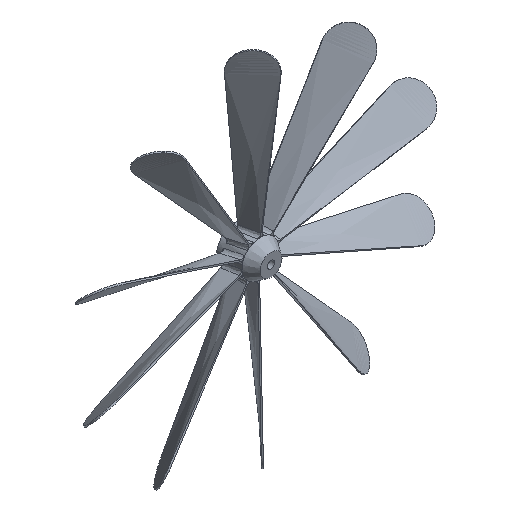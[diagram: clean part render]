
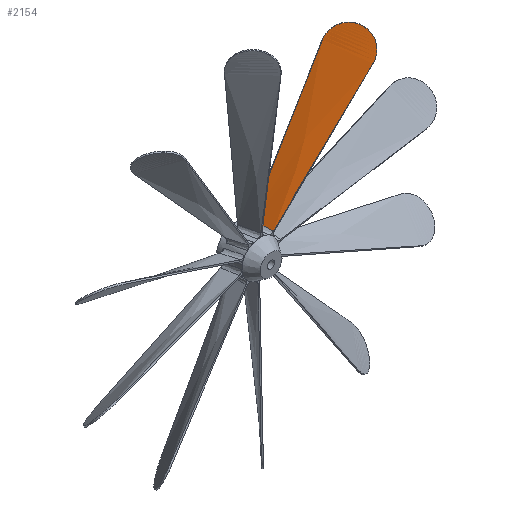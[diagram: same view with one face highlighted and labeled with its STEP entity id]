
A CAD part, isometric view. The second image highlights one B-rep face of the part: STEP entity #2154.
In plain terms, the highlighted free-form (B-spline) face has degree [3, 1] with [4, 2] control points.
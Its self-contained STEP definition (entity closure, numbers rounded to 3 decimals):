
#48=B_SPLINE_SURFACE_WITH_KNOTS('',3,1,((#3260,#3261),(#3262,#3263),(#3264,
#3265),(#3266,#3267)),.RULED_SURF.,.F.,.F.,.F.,(4,4),(2,2),(0.,1.),(0.111,
1.),.PIECEWISE_BEZIER_KNOTS.);
#200=B_SPLINE_CURVE_WITH_KNOTS('',3,(#3168,#3169,#3170,#3171,#3172,#3173,
#3174,#3175,#3176,#3177,#3178,#3179,#3180),.UNSPECIFIED.,.F.,.F.,(4,1,1,
1,1,1,1,1,1,1,4),(0.,0.006,0.011,
0.017,0.02,0.023,0.026,
0.029,0.034,0.04,0.046),
 .UNSPECIFIED.);
#206=B_SPLINE_CURVE_WITH_KNOTS('',3,(#3247,#3248,#3249,#3250,#3251,#3252,
#3253,#3254,#3255,#3256,#3257,#3258,#3259),.UNSPECIFIED.,.F.,.F.,(4,1,1,
1,1,1,1,1,1,1,4),(0.,0.006,0.011,
0.017,0.02,0.022,0.025,
0.028,0.034,0.039,0.045),
 .UNSPECIFIED.);
#207=B_SPLINE_CURVE_WITH_KNOTS('',3,(#3270,#3271,#3272,#3273),
 .UNSPECIFIED.,.F.,.F.,(4,4),(0.,0.028),
 .UNSPECIFIED.);
#464=ORIENTED_EDGE('',*,*,#1105,.F.);
#465=ORIENTED_EDGE('',*,*,#1106,.T.);
#466=ORIENTED_EDGE('',*,*,#1107,.T.);
#467=ORIENTED_EDGE('',*,*,#1096,.T.);
#468=ORIENTED_EDGE('',*,*,#1032,.F.);
#469=ORIENTED_EDGE('',*,*,#1104,.T.);
#1032=EDGE_CURVE('',#1367,#1368,#1585,.F.);
#1096=EDGE_CURVE('',#1419,#1368,#200,.T.);
#1104=EDGE_CURVE('',#1367,#1424,#206,.T.);
#1105=EDGE_CURVE('',#1425,#1424,#1612,.T.);
#1106=EDGE_CURVE('',#1425,#1426,#207,.T.);
#1107=EDGE_CURVE('',#1426,#1419,#1613,.T.);
#1367=VERTEX_POINT('',#2694);
#1368=VERTEX_POINT('',#2696);
#1419=VERTEX_POINT('',#3181);
#1424=VERTEX_POINT('',#3246);
#1425=VERTEX_POINT('',#3269);
#1426=VERTEX_POINT('',#3274);
#1585=LINE('',#2695,#1693);
#1612=LINE('',#3268,#1720);
#1613=LINE('',#3275,#1721);
#1693=VECTOR('',#2375,1000.);
#1720=VECTOR('',#2420,1000.);
#1721=VECTOR('',#2421,1000.);
#1821=EDGE_LOOP('',(#464,#465,#466,#467,#468,#469));
#1973=FACE_BOUND('',#1821,.T.);
#2154=ADVANCED_FACE('',(#1973),#48,.T.);
#2375=DIRECTION('',(-0.572,0.707,0.416));
#2420=DIRECTION('',(0.496,-0.016,0.868));
#2421=DIRECTION('',(0.633,-0.085,0.77));
#2694=CARTESIAN_POINT('',(140.692,17.89,206.798));
#2695=CARTESIAN_POINT('',(158.273,-3.841,194.025));
#2696=CARTESIAN_POINT('',(140.751,17.817,206.756));
#3168=CARTESIAN_POINT('',(138.964,-1.25,170.547));
#3169=CARTESIAN_POINT('',(140.193,-1.415,172.041));
#3170=CARTESIAN_POINT('',(142.408,-1.446,175.164));
#3171=CARTESIAN_POINT('',(145.027,-0.614,180.331));
#3172=CARTESIAN_POINT('',(146.439,0.741,184.698));
#3173=CARTESIAN_POINT('',(147.104,2.218,188.236));
#3174=CARTESIAN_POINT('',(147.348,3.478,190.805));
#3175=CARTESIAN_POINT('',(147.347,4.892,193.308));
#3176=CARTESIAN_POINT('',(147.009,6.998,196.563));
#3177=CARTESIAN_POINT('',(145.989,9.883,200.24));
#3178=CARTESIAN_POINT('',(143.817,13.769,204.037));
#3179=CARTESIAN_POINT('',(141.861,16.445,205.949));
#3180=CARTESIAN_POINT('',(140.751,17.817,206.756));
#3181=CARTESIAN_POINT('',(138.964,-1.25,170.547));
#3246=CARTESIAN_POINT('',(109.421,39.042,193.533));
#3247=CARTESIAN_POINT('',(140.692,17.89,206.798));
#3248=CARTESIAN_POINT('',(139.613,19.224,207.583));
#3249=CARTESIAN_POINT('',(137.287,21.855,208.809));
#3250=CARTESIAN_POINT('',(133.246,25.772,209.635));
#3251=CARTESIAN_POINT('',(129.698,28.762,209.418));
#3252=CARTESIAN_POINT('',(126.74,31.005,208.697));
#3253=CARTESIAN_POINT('',(124.546,32.547,207.896));
#3254=CARTESIAN_POINT('',(122.379,33.954,206.849));
#3255=CARTESIAN_POINT('',(119.501,35.659,205.098));
#3256=CARTESIAN_POINT('',(116.119,37.355,202.373));
#3257=CARTESIAN_POINT('',(112.421,38.676,198.268));
#3258=CARTESIAN_POINT('',(110.357,39.012,195.172));
#3259=CARTESIAN_POINT('',(109.421,39.042,193.533));
#3260=CARTESIAN_POINT('',(13.072,42.064,24.885));
#3261=CARTESIAN_POINT('',(123.949,38.586,218.963));
#3262=CARTESIAN_POINT('',(14.345,33.085,23.96));
#3263=CARTESIAN_POINT('',(135.39,24.444,210.65));
#3264=CARTESIAN_POINT('',(15.618,24.105,23.036));
#3265=CARTESIAN_POINT('',(146.831,10.302,202.338));
#3266=CARTESIAN_POINT('',(16.891,15.126,22.111));
#3267=CARTESIAN_POINT('',(158.273,-3.841,194.025));
#3268=CARTESIAN_POINT('',(61.57,40.543,109.775));
#3269=CARTESIAN_POINT('',(13.733,42.044,26.043));
#3270=CARTESIAN_POINT('',(13.733,42.044,26.043));
#3271=CARTESIAN_POINT('',(15.195,33.02,25.295));
#3272=CARTESIAN_POINT('',(16.624,24.002,24.408));
#3273=CARTESIAN_POINT('',(17.96,14.982,23.41));
#3274=CARTESIAN_POINT('',(17.96,14.982,23.41));
#3275=CARTESIAN_POINT('',(78.732,6.83,97.307));
